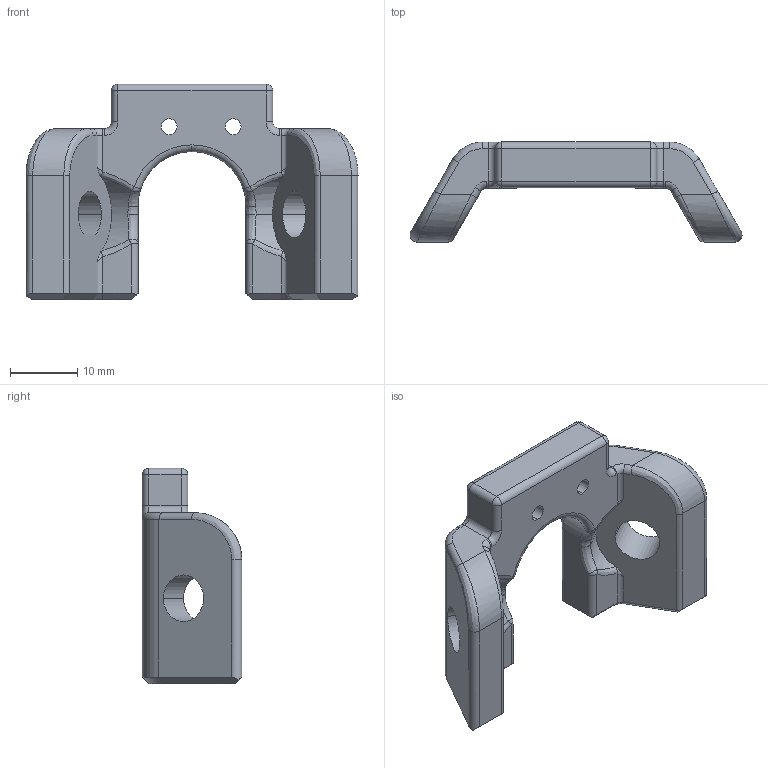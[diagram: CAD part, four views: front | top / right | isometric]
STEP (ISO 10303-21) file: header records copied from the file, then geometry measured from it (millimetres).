
FILE_DESCRIPTION (( 'STEP AP203' ), '1' );
FILE_NAME ('Limit Switch Bracket.STEP', '2016-01-27T17:52:39', ( '' ), ( '' ), 'SwSTEP 2.0', 'SolidWorks 2015', '' );
FILE_SCHEMA (( 'CONFIG_CONTROL_DESIGN' ));
Length unit declared in the file: millimetre
Products named in the file (1): Limit Switch Bracket
Bounding box: 49.27 x 14.8 x 32 mm (x, y, z)
Volume: 7155.4 mm3; surface area: 3845.9 mm2
Topology: 1 solids, 1 shells, 118 faces, 287 edges, 163 vertices
Faces by surface type: cylinder 46, plane 31, bspline 18, torus 11, sphere 8, cone 4
Entity records: 3800 total; most frequent: CARTESIAN_POINT 1145, ORIENTED_EDGE 558, DIRECTION 537, EDGE_CURVE 279, AXIS2_PLACEMENT_3D 209, VERTEX_POINT 163, EDGE_LOOP 126, LINE 119
